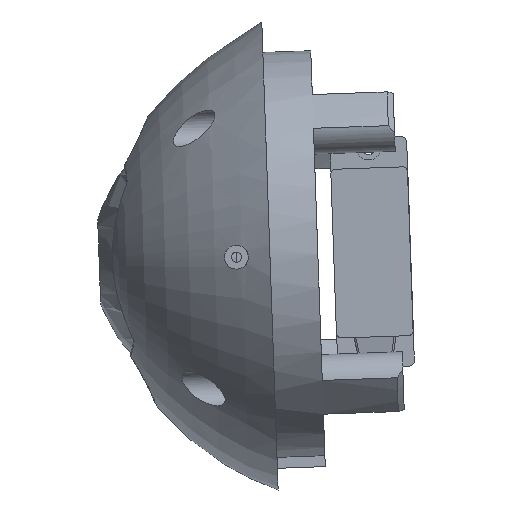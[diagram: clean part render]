
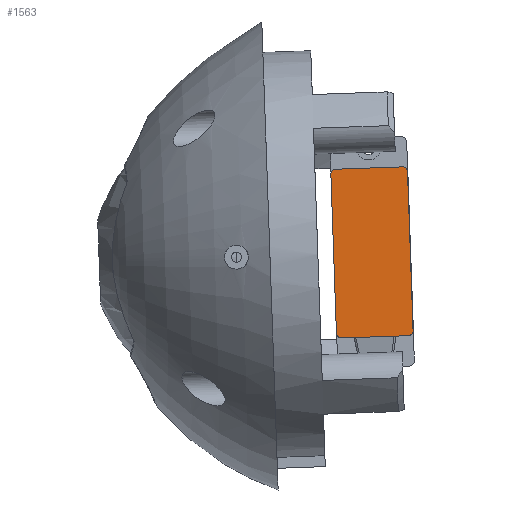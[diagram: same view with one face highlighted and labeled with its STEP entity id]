
A CAD part, front view. The second image highlights one B-rep face of the part: STEP entity #1563.
In plain terms, the highlighted planar face has unit normal (-0.002, -1, 0).
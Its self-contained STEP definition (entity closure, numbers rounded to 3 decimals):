
#1122=CIRCLE('',#8342,0.8);
#1123=CIRCLE('',#8343,0.8);
#1124=CIRCLE('',#8344,0.8);
#1125=CIRCLE('',#8345,0.8);
#1563=ADVANCED_FACE('',(#2066),#1797,.F.);
#1797=PLANE('',#8346);
#2066=FACE_OUTER_BOUND('',#2559,.T.);
#2559=EDGE_LOOP('',(#4473,#4474,#4475,#4476,#4477,#4478,#4479,#4480));
#4473=ORIENTED_EDGE('',*,*,#6738,.F.);
#4474=ORIENTED_EDGE('',*,*,#6740,.T.);
#4475=ORIENTED_EDGE('',*,*,#6690,.F.);
#4476=ORIENTED_EDGE('',*,*,#6741,.T.);
#4477=ORIENTED_EDGE('',*,*,#6668,.F.);
#4478=ORIENTED_EDGE('',*,*,#6742,.T.);
#4479=ORIENTED_EDGE('',*,*,#6708,.F.);
#4480=ORIENTED_EDGE('',*,*,#6743,.T.);
#5601=VERTEX_POINT('',#19036);
#5602=VERTEX_POINT('',#19037);
#5623=VERTEX_POINT('',#19082);
#5624=VERTEX_POINT('',#19084);
#5641=VERTEX_POINT('',#19120);
#5642=VERTEX_POINT('',#19122);
#5665=VERTEX_POINT('',#19178);
#5666=VERTEX_POINT('',#19180);
#6668=EDGE_CURVE('',#5601,#5602,#7243,.T.);
#6690=EDGE_CURVE('',#5623,#5624,#7259,.T.);
#6708=EDGE_CURVE('',#5641,#5642,#7276,.T.);
#6738=EDGE_CURVE('',#5665,#5666,#7298,.T.);
#6740=EDGE_CURVE('',#5665,#5624,#1122,.T.);
#6741=EDGE_CURVE('',#5623,#5602,#1123,.T.);
#6742=EDGE_CURVE('',#5601,#5642,#1124,.T.);
#6743=EDGE_CURVE('',#5641,#5666,#1125,.T.);
#7243=LINE('',#19035,#7674);
#7259=LINE('',#19083,#7690);
#7276=LINE('',#19121,#7707);
#7298=LINE('',#19179,#7729);
#7674=VECTOR('',#9831,1.);
#7690=VECTOR('',#9865,1.);
#7707=VECTOR('',#9888,1.);
#7729=VECTOR('',#9934,1.);
#8342=AXIS2_PLACEMENT_3D('',#19183,#9938,#9939);
#8343=AXIS2_PLACEMENT_3D('',#19184,#9940,#9941);
#8344=AXIS2_PLACEMENT_3D('',#19185,#9942,#9943);
#8345=AXIS2_PLACEMENT_3D('',#19186,#9944,#9945);
#8346=AXIS2_PLACEMENT_3D('',#19187,#9946,#9947);
#9831=DIRECTION('',(-0.999,0.002,-0.035));
#9865=DIRECTION('',(-0.035,0.,0.999));
#9888=DIRECTION('',(0.035,0.,-0.999));
#9934=DIRECTION('',(0.999,-0.002,0.035));
#9938=DIRECTION('',(-0.002,-1.,0.));
#9939=DIRECTION('',(-0.999,0.002,-0.035));
#9940=DIRECTION('',(-0.002,-1.,0.));
#9941=DIRECTION('',(-0.999,0.002,-0.035));
#9942=DIRECTION('',(-0.002,-1.,0.));
#9943=DIRECTION('',(-0.999,0.002,-0.035));
#9944=DIRECTION('',(-0.002,-1.,0.));
#9945=DIRECTION('',(-0.999,0.002,-0.035));
#9946=DIRECTION('',(0.002,1.,0.));
#9947=DIRECTION('',(0.999,-0.002,0.035));
#19035=CARTESIAN_POINT('',(-347.965,91.082,-97.101));
#19036=CARTESIAN_POINT('',(-335.973,91.059,-96.682));
#19037=CARTESIAN_POINT('',(-347.166,91.081,-97.073));
#19082=CARTESIAN_POINT('',(-347.993,91.082,-96.301));
#19083=CARTESIAN_POINT('',(-348.948,91.083,-68.928));
#19084=CARTESIAN_POINT('',(-348.92,91.083,-69.727));
#19120=CARTESIAN_POINT('',(-336.128,91.058,-69.281));
#19121=CARTESIAN_POINT('',(-335.173,91.057,-96.654));
#19122=CARTESIAN_POINT('',(-335.201,91.057,-95.855));
#19178=CARTESIAN_POINT('',(-348.148,91.082,-68.9));
#19179=CARTESIAN_POINT('',(-336.156,91.058,-68.482));
#19180=CARTESIAN_POINT('',(-336.955,91.06,-68.509));
#19183=CARTESIAN_POINT('',(-348.121,91.082,-69.699));
#19184=CARTESIAN_POINT('',(-347.194,91.081,-96.273));
#19185=CARTESIAN_POINT('',(-336.001,91.059,-95.883));
#19186=CARTESIAN_POINT('',(-336.927,91.06,-69.309));
#19187=CARTESIAN_POINT('',(-336.156,91.058,-68.482));
